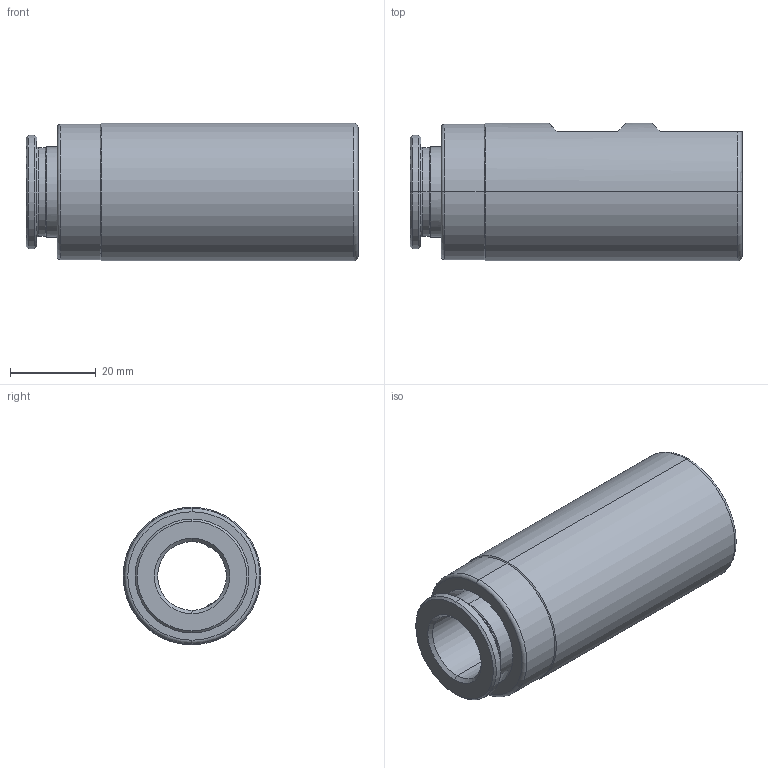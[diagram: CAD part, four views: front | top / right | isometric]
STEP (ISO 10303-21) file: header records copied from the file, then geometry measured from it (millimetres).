
FILE_DESCRIPTION (( 'STEP AP203' ), '1' );
FILE_NAME ('91-S.16.32.1612.STEP', '2019-04-16T07:06:06', ( 'Acer' ), ( '' ), 'SwSTEP 2.0', 'SolidWorks 2018', '' );
FILE_SCHEMA (( 'CONFIG_CONTROL_DESIGN' ));
Length unit declared in the file: millimetre
Products named in the file (1): 91-S.16.32.1612
Bounding box: 77.24 x 32 x 32 mm (x, y, z)
Surface area: 12511.2 mm2 (no closed solid volume)
Topology: 0 solids, 4 shells, 48 faces, 121 edges, 78 vertices
Faces by surface type: cylinder 14, cone 12, torus 9, plane 9, sphere 4
Entity records: 1591 total; most frequent: CARTESIAN_POINT 402, DIRECTION 258, ORIENTED_EDGE 202, AXIS2_PLACEMENT_3D 112, EDGE_CURVE 111, VERTEX_POINT 72, CIRCLE 63, EDGE_LOOP 56
